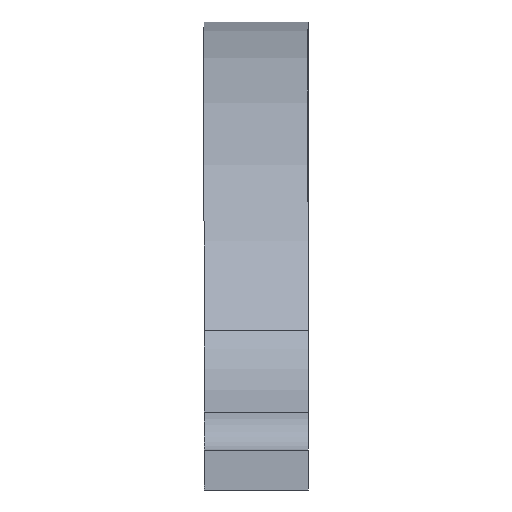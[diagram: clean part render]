
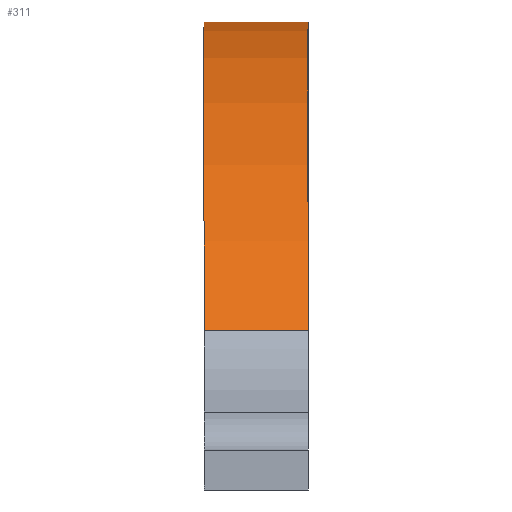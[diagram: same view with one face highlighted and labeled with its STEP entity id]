
A CAD part, front view. The second image highlights one B-rep face of the part: STEP entity #311.
In plain terms, the highlighted cylindrical face has radius 31.617 mm (diameter 63.234 mm), a partial arc.
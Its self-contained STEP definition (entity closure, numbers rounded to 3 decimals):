
#286 = VERTEX_POINT('',#287);
#287 = CARTESIAN_POINT('',(2.,18.293,16.5));
#293 = EDGE_CURVE('',#294,#286,#296,.T.);
#294 = VERTEX_POINT('',#295);
#295 = CARTESIAN_POINT('',(-2.,18.293,16.5));
#296 = LINE('',#297,#298);
#297 = CARTESIAN_POINT('',(-2.,18.293,16.5));
#298 = VECTOR('',#299,1.);
#299 = DIRECTION('',(1.,0.,0.));
#311 = ADVANCED_FACE('',(#312),#339,.T.);
#312 = FACE_BOUND('',#313,.F.);
#313 = EDGE_LOOP('',(#314,#315,#324,#332));
#314 = ORIENTED_EDGE('',*,*,#293,.T.);
#315 = ORIENTED_EDGE('',*,*,#316,.T.);
#316 = EDGE_CURVE('',#286,#317,#319,.T.);
#317 = VERTEX_POINT('',#318);
#318 = CARTESIAN_POINT('',(2.,-6.406,4.622));
#319 = CIRCLE('',#320,31.617);
#320 = AXIS2_PLACEMENT_3D('',#321,#322,#323);
#321 = CARTESIAN_POINT('',(2.,18.293,-15.117));
#322 = DIRECTION('',(1.,0.,0.));
#323 = DIRECTION('',(0.,1.,0.));
#324 = ORIENTED_EDGE('',*,*,#325,.F.);
#325 = EDGE_CURVE('',#326,#317,#328,.T.);
#326 = VERTEX_POINT('',#327);
#327 = CARTESIAN_POINT('',(-2.,-6.406,4.622));
#328 = LINE('',#329,#330);
#329 = CARTESIAN_POINT('',(-2.,-6.406,4.622));
#330 = VECTOR('',#331,1.);
#331 = DIRECTION('',(1.,0.,0.));
#332 = ORIENTED_EDGE('',*,*,#333,.F.);
#333 = EDGE_CURVE('',#294,#326,#334,.T.);
#334 = CIRCLE('',#335,31.617);
#335 = AXIS2_PLACEMENT_3D('',#336,#337,#338);
#336 = CARTESIAN_POINT('',(-2.,18.293,-15.117));
#337 = DIRECTION('',(1.,0.,0.));
#338 = DIRECTION('',(0.,1.,0.));
#339 = CYLINDRICAL_SURFACE('',#340,31.617);
#340 = AXIS2_PLACEMENT_3D('',#341,#342,#343);
#341 = CARTESIAN_POINT('',(-2.,18.293,-15.117));
#342 = DIRECTION('',(-1.,0.,0.));
#343 = DIRECTION('',(0.,1.,0.));
